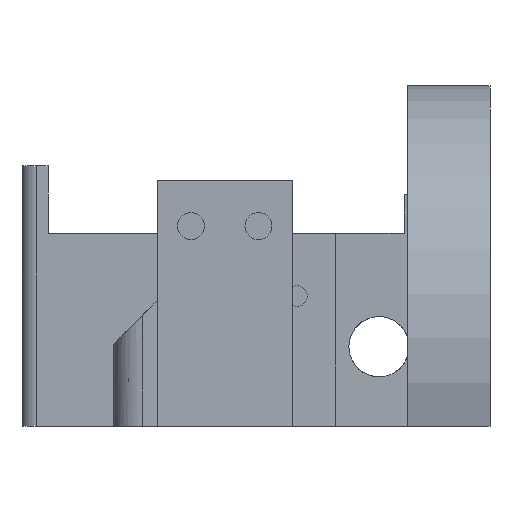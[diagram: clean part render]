
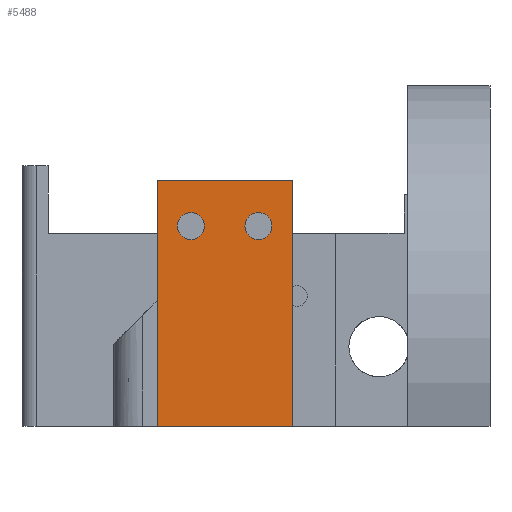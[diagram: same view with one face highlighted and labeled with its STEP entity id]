
A CAD part, left-side view. The second image highlights one B-rep face of the part: STEP entity #5488.
In plain terms, the highlighted planar face has unit normal (-1, 0, 0).
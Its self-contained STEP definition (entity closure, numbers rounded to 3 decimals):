
#36 = DIRECTION ( 'NONE',  ( 0., 0., 1. ) ) ;
#61 = VECTOR ( 'NONE', #3660, 1000. ) ;
#69 = DIRECTION ( 'NONE',  ( 1., 0., 0. ) ) ;
#105 = EDGE_CURVE ( 'NONE', #4724, #5975, #1360, .T. ) ;
#158 = VERTEX_POINT ( 'NONE', #6379 ) ;
#205 = ORIENTED_EDGE ( 'NONE', *, *, #300, .T. ) ;
#256 = AXIS2_PLACEMENT_3D ( 'NONE', #3907, #1890, #3484 ) ;
#300 = EDGE_CURVE ( 'NONE', #2007, #1239, #547, .T. ) ;
#547 = LINE ( 'NONE', #1142, #3339 ) ;
#587 = VECTOR ( 'NONE', #4251, 1000. ) ;
#602 = DIRECTION ( 'NONE',  ( 0., 0., 1. ) ) ;
#617 = VECTOR ( 'NONE', #5677, 1000. ) ;
#635 = CARTESIAN_POINT ( 'NONE',  ( -76.5, 0., 0. ) ) ;
#734 = CIRCLE ( 'NONE', #1035, 1.4 ) ;
#1035 = AXIS2_PLACEMENT_3D ( 'NONE', #6020, #69, #36 ) ;
#1131 = FACE_BOUND ( 'NONE', #6180, .T. ) ;
#1142 = CARTESIAN_POINT ( 'NONE',  ( -76.5, 7., 0. ) ) ;
#1239 = VERTEX_POINT ( 'NONE', #4596 ) ;
#1241 = CARTESIAN_POINT ( 'NONE',  ( -76.5, -3.5, 22.15 ) ) ;
#1360 = CIRCLE ( 'NONE', #5635, 1.4 ) ;
#1460 = EDGE_LOOP ( 'NONE', ( #3930, #6153, #205, #2527 ) ) ;
#1484 = FACE_OUTER_BOUND ( 'NONE', #1460, .T. ) ;
#1582 = EDGE_LOOP ( 'NONE', ( #2368, #6222 ) ) ;
#1690 = ORIENTED_EDGE ( 'NONE', *, *, #4466, .T. ) ;
#1797 = CARTESIAN_POINT ( 'NONE',  ( -76.5, -3.5, 20.75 ) ) ;
#1890 = DIRECTION ( 'NONE',  ( 1., 0., 0. ) ) ;
#1900 = DIRECTION ( 'NONE',  ( 1., 0., 0. ) ) ;
#2007 = VERTEX_POINT ( 'NONE', #5172 ) ;
#2043 = VERTEX_POINT ( 'NONE', #4833 ) ;
#2073 = PLANE ( 'NONE',  #4538 ) ;
#2112 = VERTEX_POINT ( 'NONE', #5811 ) ;
#2360 = DIRECTION ( 'NONE',  ( 0., 0., 1. ) ) ;
#2368 = ORIENTED_EDGE ( 'NONE', *, *, #105, .T. ) ;
#2527 = ORIENTED_EDGE ( 'NONE', *, *, #3998, .T. ) ;
#2615 = CARTESIAN_POINT ( 'NONE',  ( -76.5, -7., 0. ) ) ;
#2687 = EDGE_CURVE ( 'NONE', #2043, #2007, #3135, .T. ) ;
#3119 = DIRECTION ( 'NONE',  ( 0., 0., 1. ) ) ;
#3135 = LINE ( 'NONE', #5118, #617 ) ;
#3339 = VECTOR ( 'NONE', #5017, 1000. ) ;
#3409 = AXIS2_PLACEMENT_3D ( 'NONE', #4374, #1900, #2360 ) ;
#3484 = DIRECTION ( 'NONE',  ( 0., 0., 1. ) ) ;
#3533 = EDGE_CURVE ( 'NONE', #158, #2112, #4936, .T. ) ;
#3568 = CARTESIAN_POINT ( 'NONE',  ( -76.5, -3.5, 19.35 ) ) ;
#3575 = FACE_BOUND ( 'NONE', #1582, .T. ) ;
#3635 = LINE ( 'NONE', #4192, #587 ) ;
#3660 = DIRECTION ( 'NONE',  ( 0., 0., -1. ) ) ;
#3784 = DIRECTION ( 'NONE',  ( 1., 0., 0. ) ) ;
#3907 = CARTESIAN_POINT ( 'NONE',  ( -76.5, 3.5, 20.75 ) ) ;
#3930 = ORIENTED_EDGE ( 'NONE', *, *, #5330, .F. ) ;
#3964 = DIRECTION ( 'NONE',  ( -1., 0., 0. ) ) ;
#3998 = EDGE_CURVE ( 'NONE', #1239, #5581, #3635, .T. ) ;
#4130 = EDGE_CURVE ( 'NONE', #5975, #4724, #5071, .T. ) ;
#4192 = CARTESIAN_POINT ( 'NONE',  ( -76.5, 0., 0. ) ) ;
#4251 = DIRECTION ( 'NONE',  ( 0., -1., 0. ) ) ;
#4374 = CARTESIAN_POINT ( 'NONE',  ( -76.5, -3.5, 20.75 ) ) ;
#4466 = EDGE_CURVE ( 'NONE', #2112, #158, #734, .T. ) ;
#4538 = AXIS2_PLACEMENT_3D ( 'NONE', #635, #3964, #602 ) ;
#4590 = ORIENTED_EDGE ( 'NONE', *, *, #3533, .T. ) ;
#4596 = CARTESIAN_POINT ( 'NONE',  ( -76.5, 7., 0. ) ) ;
#4724 = VERTEX_POINT ( 'NONE', #1241 ) ;
#4833 = CARTESIAN_POINT ( 'NONE',  ( -76.5, -7., 25.5 ) ) ;
#4936 = CIRCLE ( 'NONE', #256, 1.4 ) ;
#5017 = DIRECTION ( 'NONE',  ( 0., 0., -1. ) ) ;
#5035 = CARTESIAN_POINT ( 'NONE',  ( -76.5, -7., 0. ) ) ;
#5071 = CIRCLE ( 'NONE', #3409, 1.4 ) ;
#5088 = LINE ( 'NONE', #2615, #61 ) ;
#5118 = CARTESIAN_POINT ( 'NONE',  ( -76.5, 0., 25.5 ) ) ;
#5172 = CARTESIAN_POINT ( 'NONE',  ( -76.5, 7., 25.5 ) ) ;
#5330 = EDGE_CURVE ( 'NONE', #2043, #5581, #5088, .T. ) ;
#5488 = ADVANCED_FACE ( 'NONE', ( #1484, #1131, #3575 ), #2073, .T. ) ;
#5581 = VERTEX_POINT ( 'NONE', #5035 ) ;
#5635 = AXIS2_PLACEMENT_3D ( 'NONE', #1797, #3784, #3119 ) ;
#5677 = DIRECTION ( 'NONE',  ( 0., 1., 0. ) ) ;
#5811 = CARTESIAN_POINT ( 'NONE',  ( -76.5, 3.5, 19.35 ) ) ;
#5975 = VERTEX_POINT ( 'NONE', #3568 ) ;
#6020 = CARTESIAN_POINT ( 'NONE',  ( -76.5, 3.5, 20.75 ) ) ;
#6153 = ORIENTED_EDGE ( 'NONE', *, *, #2687, .T. ) ;
#6180 = EDGE_LOOP ( 'NONE', ( #4590, #1690 ) ) ;
#6222 = ORIENTED_EDGE ( 'NONE', *, *, #4130, .T. ) ;
#6379 = CARTESIAN_POINT ( 'NONE',  ( -76.5, 3.5, 22.15 ) ) ;
